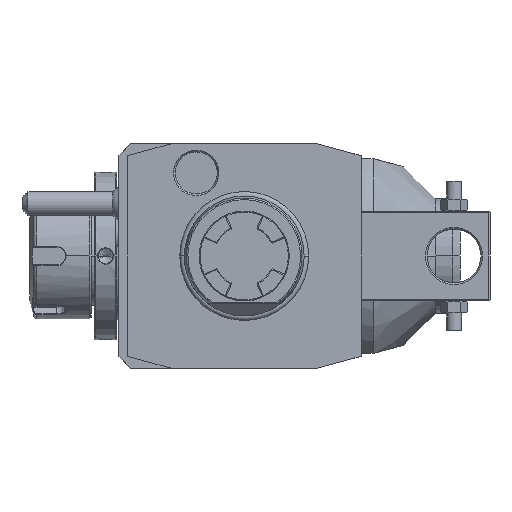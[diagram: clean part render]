
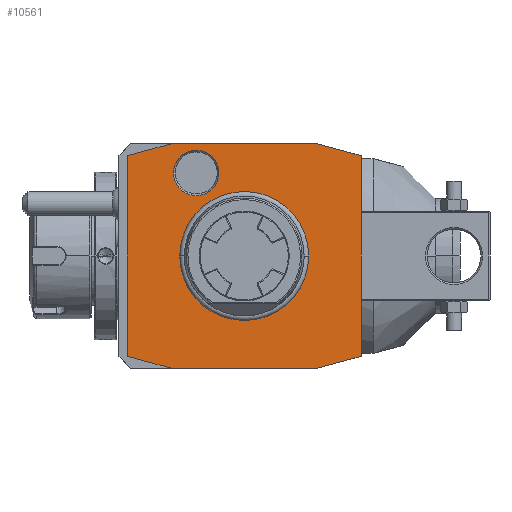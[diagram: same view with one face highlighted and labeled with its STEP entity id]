
A CAD part, front view. The second image highlights one B-rep face of the part: STEP entity #10561.
In plain terms, the highlighted planar face has unit normal (0, -1, 0).
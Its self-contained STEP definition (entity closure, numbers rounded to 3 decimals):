
#1=DIRECTION('',(-0.966,0.,0.259));
#2=VECTOR('',#1,15.529);
#3=CARTESIAN_POINT('',(39.,0.,33.481));
#4=LINE('',#3,#2);
#5=DIRECTION('',(0.,0.,1.));
#6=VECTOR('',#5,66.962);
#7=CARTESIAN_POINT('',(39.,0.,-33.481));
#8=LINE('',#7,#6);
#9=DIRECTION('',(0.966,0.,0.259));
#10=VECTOR('',#9,15.529);
#11=CARTESIAN_POINT('',(24.,0.,-37.5));
#12=LINE('',#11,#10);
#13=DIRECTION('',(1.,0.,0.));
#14=VECTOR('',#13,48.);
#15=CARTESIAN_POINT('',(-24.,0.,-37.5));
#16=LINE('',#15,#14);
#17=DIRECTION('',(0.966,0.,-0.259));
#18=VECTOR('',#17,15.529);
#19=CARTESIAN_POINT('',(-39.,0.,-33.481));
#20=LINE('',#19,#18);
#21=DIRECTION('',(0.,0.,-1.));
#22=VECTOR('',#21,66.962);
#23=CARTESIAN_POINT('',(-39.,0.,33.481));
#24=LINE('',#23,#22);
#25=DIRECTION('',(-0.966,0.,-0.259));
#26=VECTOR('',#25,15.529);
#27=CARTESIAN_POINT('',(-24.,0.,37.5));
#28=LINE('',#27,#26);
#29=DIRECTION('',(-1.,0.,0.));
#30=VECTOR('',#29,48.);
#31=CARTESIAN_POINT('',(24.,0.,37.5));
#32=LINE('',#31,#30);
#33=CARTESIAN_POINT('',(-16.,0.,27.713));
#34=DIRECTION('',(0.,1.,0.));
#35=DIRECTION('',(1.,0.,0.));
#36=AXIS2_PLACEMENT_3D('',#33,#34,#35);
#38=CARTESIAN_POINT('',(-16.,0.,27.713));
#39=DIRECTION('',(0.,1.,0.));
#40=DIRECTION('',(-1.,0.,0.));
#41=AXIS2_PLACEMENT_3D('',#38,#39,#40);
#7424=CARTESIAN_POINT('',(0.,0.,0.));
#7425=DIRECTION('',(0.,1.,0.));
#7426=DIRECTION('',(-1.,0.,0.));
#7427=AXIS2_PLACEMENT_3D('',#7424,#7425,#7426);
#7429=CARTESIAN_POINT('',(0.,0.,0.));
#7430=DIRECTION('',(0.,1.,0.));
#7431=DIRECTION('',(1.,0.,0.));
#7432=AXIS2_PLACEMENT_3D('',#7429,#7430,#7431);
#9439=CARTESIAN_POINT('',(-8.423,0.,27.713));
#9440=CARTESIAN_POINT('',(-23.577,0.,27.713));
#9441=VERTEX_POINT('',#9439);
#9442=VERTEX_POINT('',#9440);
#10299=CARTESIAN_POINT('',(39.,0.,33.481));
#10300=CARTESIAN_POINT('',(24.,0.,37.5));
#10301=VERTEX_POINT('',#10299);
#10302=VERTEX_POINT('',#10300);
#10303=CARTESIAN_POINT('',(-24.,0.,37.5));
#10304=VERTEX_POINT('',#10303);
#10305=CARTESIAN_POINT('',(-39.,0.,33.481));
#10306=VERTEX_POINT('',#10305);
#10307=CARTESIAN_POINT('',(-39.,0.,-33.481));
#10308=VERTEX_POINT('',#10307);
#10309=CARTESIAN_POINT('',(-24.,0.,-37.5));
#10310=VERTEX_POINT('',#10309);
#10311=CARTESIAN_POINT('',(24.,0.,-37.5));
#10312=VERTEX_POINT('',#10311);
#10313=CARTESIAN_POINT('',(39.,0.,-33.481));
#10314=VERTEX_POINT('',#10313);
#10394=CARTESIAN_POINT('',(-21.137,0.,0.));
#10395=CARTESIAN_POINT('',(21.137,0.,0.));
#10396=VERTEX_POINT('',#10394);
#10397=VERTEX_POINT('',#10395);
#10526=CARTESIAN_POINT('',(0.,0.,0.));
#10527=DIRECTION('',(0.,-1.,0.));
#10528=DIRECTION('',(-1.,0.,0.));
#10529=AXIS2_PLACEMENT_3D('',#10526,#10527,#10528);
#10530=PLANE('',#10529);
#10532=ORIENTED_EDGE('',*,*,#10531,.F.);
#10534=ORIENTED_EDGE('',*,*,#10533,.F.);
#10536=ORIENTED_EDGE('',*,*,#10535,.F.);
#10538=ORIENTED_EDGE('',*,*,#10537,.F.);
#10540=ORIENTED_EDGE('',*,*,#10539,.F.);
#10542=ORIENTED_EDGE('',*,*,#10541,.F.);
#10544=ORIENTED_EDGE('',*,*,#10543,.F.);
#10546=ORIENTED_EDGE('',*,*,#10545,.F.);
#10547=EDGE_LOOP('',(#10532,#10534,#10536,#10538,#10540,#10542,#10544,#10546));
#10548=FACE_OUTER_BOUND('',#10547,.F.);
#10550=ORIENTED_EDGE('',*,*,#10549,.F.);
#10552=ORIENTED_EDGE('',*,*,#10551,.F.);
#10553=EDGE_LOOP('',(#10550,#10552));
#10554=FACE_BOUND('',#10553,.F.);
#10556=ORIENTED_EDGE('',*,*,#10555,.F.);
#10558=ORIENTED_EDGE('',*,*,#10557,.F.);
#10559=EDGE_LOOP('',(#10556,#10558));
#10560=FACE_BOUND('',#10559,.F.);
#37=CIRCLE('',#36,7.577);
#42=CIRCLE('',#41,7.577);
#7428=CIRCLE('',#7427,21.137);
#7433=CIRCLE('',#7432,21.137);
#10531=EDGE_CURVE('',#10301,#10302,#4,.T.);
#10533=EDGE_CURVE('',#10314,#10301,#8,.T.);
#10535=EDGE_CURVE('',#10312,#10314,#12,.T.);
#10537=EDGE_CURVE('',#10310,#10312,#16,.T.);
#10539=EDGE_CURVE('',#10308,#10310,#20,.T.);
#10541=EDGE_CURVE('',#10306,#10308,#24,.T.);
#10543=EDGE_CURVE('',#10304,#10306,#28,.T.);
#10545=EDGE_CURVE('',#10302,#10304,#32,.T.);
#10549=EDGE_CURVE('',#10396,#10397,#7428,.T.);
#10551=EDGE_CURVE('',#10397,#10396,#7433,.T.);
#10555=EDGE_CURVE('',#9441,#9442,#37,.T.);
#10557=EDGE_CURVE('',#9442,#9441,#42,.T.);
#10561=ADVANCED_FACE('',(#10548,#10554,#10560),#10530,.T.);
